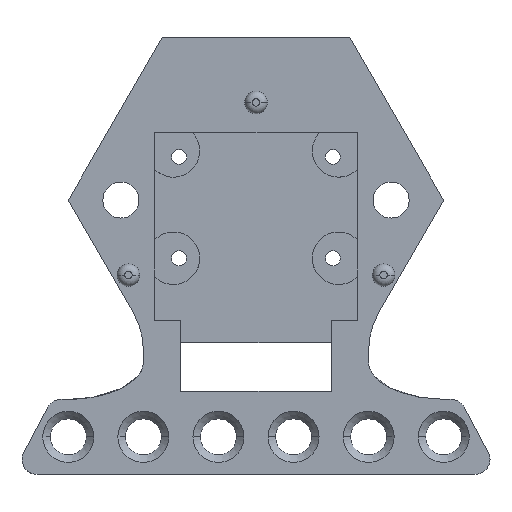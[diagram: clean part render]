
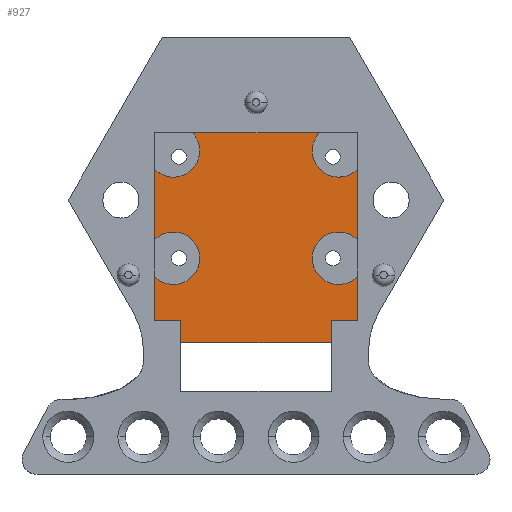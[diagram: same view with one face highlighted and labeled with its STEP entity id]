
A CAD part, top view. The second image highlights one B-rep face of the part: STEP entity #927.
In plain terms, the highlighted planar face has unit normal (0, 0, 1).
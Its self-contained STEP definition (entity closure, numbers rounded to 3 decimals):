
#1 = DIRECTION ( 'NONE',  ( -1., 0., 0. ) ) ;
#28 = AXIS2_PLACEMENT_3D ( 'NONE', #301, #2376, #53 ) ;
#45 = EDGE_CURVE ( 'NONE', #1597, #617, #1922, .T. ) ;
#53 = DIRECTION ( 'NONE',  ( 1., 0., 0. ) ) ;
#115 = DIRECTION ( 'NONE',  ( 1., 0., 0. ) ) ;
#120 = VERTEX_POINT ( 'NONE', #2892 ) ;
#136 = CIRCLE ( 'NONE', #28, 3.5 ) ;
#161 = LINE ( 'NONE', #397, #3075 ) ;
#169 = VERTEX_POINT ( 'NONE', #2981 ) ;
#179 = VERTEX_POINT ( 'NONE', #701 ) ;
#191 = ORIENTED_EDGE ( 'NONE', *, *, #227, .F. ) ;
#193 = CARTESIAN_POINT ( 'NONE',  ( 8.49, 13., 3. ) ) ;
#215 = ORIENTED_EDGE ( 'NONE', *, *, #1846, .T. ) ;
#227 = EDGE_CURVE ( 'NONE', #120, #1856, #686, .T. ) ;
#229 = PLANE ( 'NONE',  #1487 ) ;
#236 = CARTESIAN_POINT ( 'NONE',  ( 10., -15., 3. ) ) ;
#261 = EDGE_LOOP ( 'NONE', ( #2920, #191, #1554, #2630, #290, #376, #729, #215, #1458, #2750, #1371, #2666, #2543, #1311, #1514, #939 ) ) ;
#276 = CARTESIAN_POINT ( 'NONE',  ( 10., -15., 3. ) ) ;
#290 = ORIENTED_EDGE ( 'NONE', *, *, #785, .T. ) ;
#301 = CARTESIAN_POINT ( 'NONE',  ( 10.995, 10.555, 3. ) ) ;
#376 = ORIENTED_EDGE ( 'NONE', *, *, #3245, .T. ) ;
#397 = CARTESIAN_POINT ( 'NONE',  ( 13.5, -13., 3. ) ) ;
#398 = DIRECTION ( 'NONE',  ( 1., 0., 0. ) ) ;
#452 = AXIS2_PLACEMENT_3D ( 'NONE', #2667, #3164, #1393 ) ;
#516 = VECTOR ( 'NONE', #1030, 1000. ) ;
#517 = DIRECTION ( 'NONE',  ( 1., 0., 0. ) ) ;
#557 = VECTOR ( 'NONE', #1968, 1000. ) ;
#560 = DIRECTION ( 'NONE',  ( 0., -1., 0. ) ) ;
#605 = EDGE_CURVE ( 'NONE', #169, #1007, #1863, .T. ) ;
#617 = VERTEX_POINT ( 'NONE', #2649 ) ;
#646 = VERTEX_POINT ( 'NONE', #2134 ) ;
#686 = LINE ( 'NONE', #892, #1702 ) ;
#691 = LINE ( 'NONE', #707, #1504 ) ;
#701 = CARTESIAN_POINT ( 'NONE',  ( 10., -12., 3. ) ) ;
#707 = CARTESIAN_POINT ( 'NONE',  ( 13.5, 13., 3. ) ) ;
#729 = ORIENTED_EDGE ( 'NONE', *, *, #2988, .T. ) ;
#734 = VECTOR ( 'NONE', #2723, 1000. ) ;
#741 = FACE_OUTER_BOUND ( 'NONE', #261, .T. ) ;
#785 = EDGE_CURVE ( 'NONE', #179, #646, #928, .T. ) ;
#825 = VERTEX_POINT ( 'NONE', #276 ) ;
#871 = CARTESIAN_POINT ( 'NONE',  ( -13.5, -12., 3. ) ) ;
#883 = DIRECTION ( 'NONE',  ( 0., -1., 0. ) ) ;
#890 = VECTOR ( 'NONE', #883, 1000. ) ;
#892 = CARTESIAN_POINT ( 'NONE',  ( -10., -13., 3. ) ) ;
#927 = ADVANCED_FACE ( 'NONE', ( #741 ), #229, .T. ) ;
#928 = LINE ( 'NONE', #2255, #557 ) ;
#939 = ORIENTED_EDGE ( 'NONE', *, *, #1746, .T. ) ;
#967 = CARTESIAN_POINT ( 'NONE',  ( 0., -12., 3. ) ) ;
#1007 = VERTEX_POINT ( 'NONE', #1415 ) ;
#1017 = EDGE_CURVE ( 'NONE', #2091, #3158, #2448, .T. ) ;
#1030 = DIRECTION ( 'NONE',  ( -1., 0., 0. ) ) ;
#1041 = EDGE_CURVE ( 'NONE', #1007, #1597, #1701, .T. ) ;
#1064 = CIRCLE ( 'NONE', #2099, 3.5 ) ;
#1170 = AXIS2_PLACEMENT_3D ( 'NONE', #3154, #3138, #1598 ) ;
#1311 = ORIENTED_EDGE ( 'NONE', *, *, #1041, .T. ) ;
#1339 = VECTOR ( 'NONE', #3274, 1000. ) ;
#1344 = EDGE_CURVE ( 'NONE', #3158, #2021, #136, .T. ) ;
#1369 = DIRECTION ( 'NONE',  ( 0., 0., -1. ) ) ;
#1371 = ORIENTED_EDGE ( 'NONE', *, *, #1918, .T. ) ;
#1393 = DIRECTION ( 'NONE',  ( 1., 0., 0. ) ) ;
#1415 = CARTESIAN_POINT ( 'NONE',  ( -13.5, 8.111, 3. ) ) ;
#1458 = ORIENTED_EDGE ( 'NONE', *, *, #1017, .T. ) ;
#1487 = AXIS2_PLACEMENT_3D ( 'NONE', #2305, #2829, #517 ) ;
#1504 = VECTOR ( 'NONE', #1, 1000. ) ;
#1514 = ORIENTED_EDGE ( 'NONE', *, *, #45, .T. ) ;
#1537 = DIRECTION ( 'NONE',  ( 1., 0., 0. ) ) ;
#1554 = ORIENTED_EDGE ( 'NONE', *, *, #2196, .F. ) ;
#1597 = VERTEX_POINT ( 'NONE', #2148 ) ;
#1598 = DIRECTION ( 'NONE',  ( 1., 0., 0. ) ) ;
#1617 = CARTESIAN_POINT ( 'NONE',  ( 7.495, -3.75, 3. ) ) ;
#1659 = VECTOR ( 'NONE', #560, 1000. ) ;
#1684 = VERTEX_POINT ( 'NONE', #871 ) ;
#1701 = LINE ( 'NONE', #3224, #890 ) ;
#1702 = VECTOR ( 'NONE', #2778, 1000. ) ;
#1746 = EDGE_CURVE ( 'NONE', #617, #1684, #2659, .T. ) ;
#1764 = CARTESIAN_POINT ( 'NONE',  ( 10.995, -3.75, 3. ) ) ;
#1810 = AXIS2_PLACEMENT_3D ( 'NONE', #3214, #1369, #115 ) ;
#1846 = EDGE_CURVE ( 'NONE', #1901, #2091, #3276, .T. ) ;
#1854 = CARTESIAN_POINT ( 'NONE',  ( -13.5, 13., 3. ) ) ;
#1856 = VERTEX_POINT ( 'NONE', #2269 ) ;
#1863 = CIRCLE ( 'NONE', #452, 3.5 ) ;
#1901 = VERTEX_POINT ( 'NONE', #1617 ) ;
#1918 = EDGE_CURVE ( 'NONE', #2021, #2106, #3328, .T. ) ;
#1922 = CIRCLE ( 'NONE', #1810, 3.5 ) ;
#1964 = DIRECTION ( 'NONE',  ( 0., 0., -1. ) ) ;
#1968 = DIRECTION ( 'NONE',  ( 1., 0., 0. ) ) ;
#1972 = CARTESIAN_POINT ( 'NONE',  ( 13.5, -13., 3. ) ) ;
#2021 = VERTEX_POINT ( 'NONE', #3289 ) ;
#2069 = DIRECTION ( 'NONE',  ( 0., 0., -1. ) ) ;
#2091 = VERTEX_POINT ( 'NONE', #2517 ) ;
#2099 = AXIS2_PLACEMENT_3D ( 'NONE', #1764, #2069, #1537 ) ;
#2106 = VERTEX_POINT ( 'NONE', #193 ) ;
#2134 = CARTESIAN_POINT ( 'NONE',  ( 13.5, -12., 3. ) ) ;
#2148 = CARTESIAN_POINT ( 'NONE',  ( -13.5, -1.305, 3. ) ) ;
#2196 = EDGE_CURVE ( 'NONE', #825, #120, #2869, .T. ) ;
#2200 = CARTESIAN_POINT ( 'NONE',  ( 10.995, -3.75, 3. ) ) ;
#2216 = DIRECTION ( 'NONE',  ( 0., 1., 0. ) ) ;
#2230 = LINE ( 'NONE', #2792, #1339 ) ;
#2255 = CARTESIAN_POINT ( 'NONE',  ( 0., -12., 3. ) ) ;
#2269 = CARTESIAN_POINT ( 'NONE',  ( -10., -12., 3. ) ) ;
#2282 = DIRECTION ( 'NONE',  ( 0., 1., 0. ) ) ;
#2305 = CARTESIAN_POINT ( 'NONE',  ( 0., 4., 3. ) ) ;
#2350 = CARTESIAN_POINT ( 'NONE',  ( 13.5, 8.111, 3. ) ) ;
#2376 = DIRECTION ( 'NONE',  ( 0., 0., -1. ) ) ;
#2448 = LINE ( 'NONE', #1972, #2845 ) ;
#2461 = VERTEX_POINT ( 'NONE', #2976 ) ;
#2471 = EDGE_CURVE ( 'NONE', #1684, #1856, #3286, .T. ) ;
#2517 = CARTESIAN_POINT ( 'NONE',  ( 13.5, -1.305, 3. ) ) ;
#2543 = ORIENTED_EDGE ( 'NONE', *, *, #605, .T. ) ;
#2630 = ORIENTED_EDGE ( 'NONE', *, *, #3190, .F. ) ;
#2649 = CARTESIAN_POINT ( 'NONE',  ( -13.5, -6.195, 3. ) ) ;
#2659 = LINE ( 'NONE', #1854, #1659 ) ;
#2666 = ORIENTED_EDGE ( 'NONE', *, *, #2865, .T. ) ;
#2667 = CARTESIAN_POINT ( 'NONE',  ( -10.995, 10.555, 3. ) ) ;
#2723 = DIRECTION ( 'NONE',  ( 1., 0., 0. ) ) ;
#2750 = ORIENTED_EDGE ( 'NONE', *, *, #1344, .T. ) ;
#2778 = DIRECTION ( 'NONE',  ( 0., 1., 0. ) ) ;
#2792 = CARTESIAN_POINT ( 'NONE',  ( 10., -13., 3. ) ) ;
#2829 = DIRECTION ( 'NONE',  ( 0., 0., 1. ) ) ;
#2845 = VECTOR ( 'NONE', #2216, 1000. ) ;
#2865 = EDGE_CURVE ( 'NONE', #2106, #169, #691, .T. ) ;
#2869 = LINE ( 'NONE', #236, #516 ) ;
#2892 = CARTESIAN_POINT ( 'NONE',  ( -10., -15., 3. ) ) ;
#2920 = ORIENTED_EDGE ( 'NONE', *, *, #2471, .T. ) ;
#2959 = AXIS2_PLACEMENT_3D ( 'NONE', #2200, #1964, #398 ) ;
#2976 = CARTESIAN_POINT ( 'NONE',  ( 13.5, -6.195, 3. ) ) ;
#2981 = CARTESIAN_POINT ( 'NONE',  ( -8.49, 13., 3. ) ) ;
#2988 = EDGE_CURVE ( 'NONE', #2461, #1901, #1064, .T. ) ;
#3075 = VECTOR ( 'NONE', #2282, 1000. ) ;
#3138 = DIRECTION ( 'NONE',  ( 0., 0., -1. ) ) ;
#3154 = CARTESIAN_POINT ( 'NONE',  ( 10.995, 10.555, 3. ) ) ;
#3158 = VERTEX_POINT ( 'NONE', #2350 ) ;
#3164 = DIRECTION ( 'NONE',  ( 0., 0., -1. ) ) ;
#3190 = EDGE_CURVE ( 'NONE', #179, #825, #2230, .T. ) ;
#3214 = CARTESIAN_POINT ( 'NONE',  ( -10.995, -3.75, 3. ) ) ;
#3224 = CARTESIAN_POINT ( 'NONE',  ( -13.5, 13., 3. ) ) ;
#3245 = EDGE_CURVE ( 'NONE', #646, #2461, #161, .T. ) ;
#3274 = DIRECTION ( 'NONE',  ( 0., -1., 0. ) ) ;
#3276 = CIRCLE ( 'NONE', #2959, 3.5 ) ;
#3286 = LINE ( 'NONE', #967, #734 ) ;
#3289 = CARTESIAN_POINT ( 'NONE',  ( 7.495, 10.555, 3. ) ) ;
#3328 = CIRCLE ( 'NONE', #1170, 3.5 ) ;
